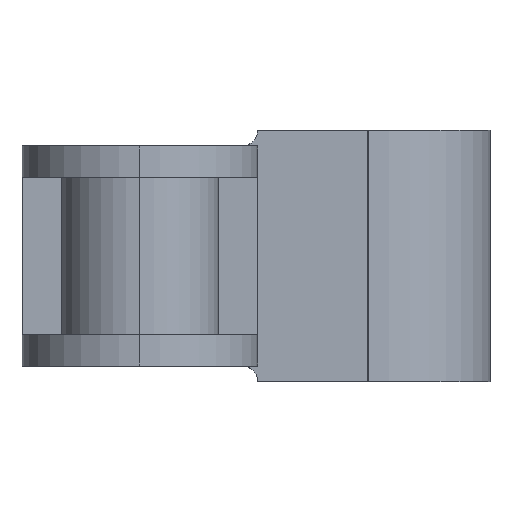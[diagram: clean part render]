
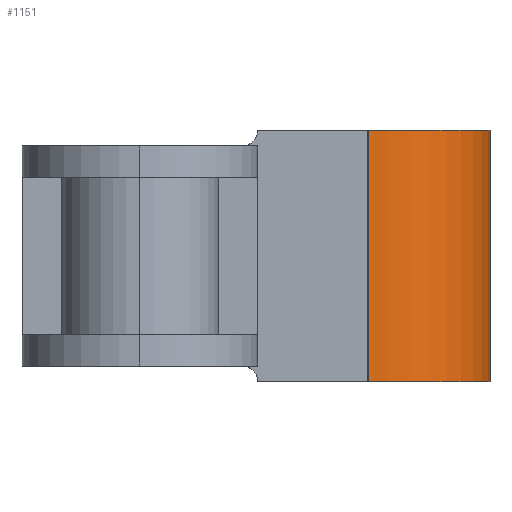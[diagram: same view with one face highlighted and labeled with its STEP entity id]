
A CAD part, left-side view. The second image highlights one B-rep face of the part: STEP entity #1151.
In plain terms, the highlighted cylindrical face has radius 77.5 mm (diameter 155 mm), a partial arc.
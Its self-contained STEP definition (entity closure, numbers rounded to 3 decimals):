
#46 = CARTESIAN_POINT ( 'NONE',  ( 147.402, -145.212, 80. ) ) ;
#54 = EDGE_CURVE ( 'NONE', #101, #1346, #1321, .T. ) ;
#95 = DIRECTION ( 'NONE',  ( 1., 0., 0. ) ) ;
#101 = VERTEX_POINT ( 'NONE', #777 ) ;
#110 = ORIENTED_EDGE ( 'NONE', *, *, #224, .T. ) ;
#127 = EDGE_LOOP ( 'NONE', ( #1456, #467, #110, #329 ) ) ;
#138 = VERTEX_POINT ( 'NONE', #661 ) ;
#144 = CARTESIAN_POINT ( 'NONE',  ( 223.478, -160., 80. ) ) ;
#181 = CARTESIAN_POINT ( 'NONE',  ( 69.902, -145.212, 80. ) ) ;
#224 = EDGE_CURVE ( 'NONE', #138, #1346, #933, .T. ) ;
#329 = ORIENTED_EDGE ( 'NONE', *, *, #54, .F. ) ;
#467 = ORIENTED_EDGE ( 'NONE', *, *, #1145, .T. ) ;
#529 = FACE_OUTER_BOUND ( 'NONE', #127, .T. ) ;
#545 = AXIS2_PLACEMENT_3D ( 'NONE', #46, #1056, #1046 ) ;
#546 = DIRECTION ( 'NONE',  ( 0., 0., -1. ) ) ;
#598 = AXIS2_PLACEMENT_3D ( 'NONE', #670, #684, #1053 ) ;
#609 = AXIS2_PLACEMENT_3D ( 'NONE', #1593, #1351, #95 ) ;
#661 = CARTESIAN_POINT ( 'NONE',  ( 69.902, -145.212, -80. ) ) ;
#670 = CARTESIAN_POINT ( 'NONE',  ( 147.402, -145.212, -80. ) ) ;
#684 = DIRECTION ( 'NONE',  ( 0., 0., 1. ) ) ;
#706 = VECTOR ( 'NONE', #1507, 1000. ) ;
#770 = CARTESIAN_POINT ( 'NONE',  ( 69.902, -145.212, 80. ) ) ;
#777 = CARTESIAN_POINT ( 'NONE',  ( 223.478, -160., 80. ) ) ;
#797 = EDGE_CURVE ( 'NONE', #1459, #101, #1495, .T. ) ;
#825 = LINE ( 'NONE', #181, #1436 ) ;
#855 = CARTESIAN_POINT ( 'NONE',  ( 223.478, -160., -80. ) ) ;
#933 = CIRCLE ( 'NONE', #598, 77.5 ) ;
#972 = CYLINDRICAL_SURFACE ( 'NONE', #545, 77.5 ) ;
#1046 = DIRECTION ( 'NONE',  ( -1., 0., 0. ) ) ;
#1053 = DIRECTION ( 'NONE',  ( 1., 0., 0. ) ) ;
#1056 = DIRECTION ( 'NONE',  ( 0., 0., -1. ) ) ;
#1145 = EDGE_CURVE ( 'NONE', #1459, #138, #825, .T. ) ;
#1151 = ADVANCED_FACE ( 'NONE', ( #529 ), #972, .T. ) ;
#1321 = LINE ( 'NONE', #144, #706 ) ;
#1346 = VERTEX_POINT ( 'NONE', #855 ) ;
#1351 = DIRECTION ( 'NONE',  ( 0., 0., 1. ) ) ;
#1436 = VECTOR ( 'NONE', #546, 1000. ) ;
#1456 = ORIENTED_EDGE ( 'NONE', *, *, #797, .F. ) ;
#1459 = VERTEX_POINT ( 'NONE', #770 ) ;
#1495 = CIRCLE ( 'NONE', #609, 77.5 ) ;
#1507 = DIRECTION ( 'NONE',  ( 0., 0., -1. ) ) ;
#1593 = CARTESIAN_POINT ( 'NONE',  ( 147.402, -145.212, 80. ) ) ;
